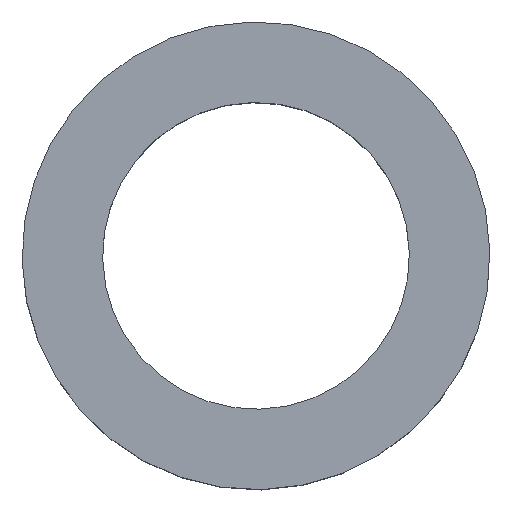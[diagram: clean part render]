
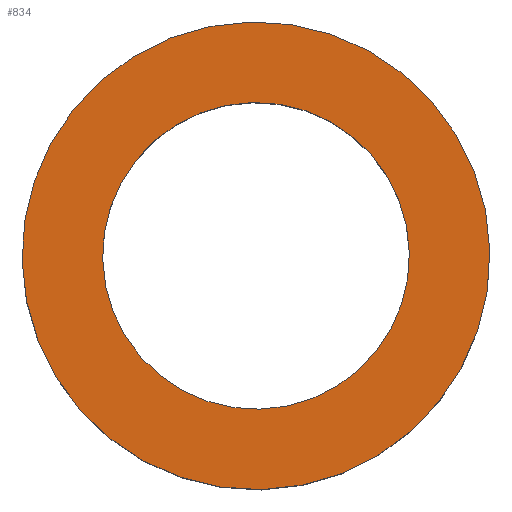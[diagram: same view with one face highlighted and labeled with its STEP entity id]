
A CAD part, top view. The second image highlights one B-rep face of the part: STEP entity #834.
In plain terms, the highlighted planar face has unit normal (0, 0, 1).
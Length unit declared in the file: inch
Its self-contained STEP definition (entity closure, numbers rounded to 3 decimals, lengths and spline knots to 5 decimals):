
#778=AXIS2_PLACEMENT_3D('Circle Axis2P3D',#776,#777,$) ;
#797=AXIS2_PLACEMENT_3D('Circle Axis2P3D',#795,#796,$) ;
#810=AXIS2_PLACEMENT_3D('Plane Axis2P3D',#807,#808,#809) ;
#818=AXIS2_PLACEMENT_3D('Circle Axis2P3D',#816,#817,$) ;
#827=AXIS2_PLACEMENT_3D('Circle Axis2P3D',#825,#826,$) ;
#773=CARTESIAN_POINT('Vertex',(7.31124,13.38313,11.9375)) ;
#776=CARTESIAN_POINT('Axis2P3D Location',(0.,0.,11.9375)) ;
#780=CARTESIAN_POINT('Vertex',(-7.31124,-13.38313,11.9375)) ;
#795=CARTESIAN_POINT('Axis2P3D Location',(0.,0.,11.9375)) ;
#807=CARTESIAN_POINT('Axis2P3D Location',(0.,15.25,11.9375)) ;
#816=CARTESIAN_POINT('Axis2P3D Location',(0.,0.,11.9375)) ;
#820=CARTESIAN_POINT('Vertex',(-4.79426,-8.77583,11.9375)) ;
#822=CARTESIAN_POINT('Vertex',(4.79426,8.77583,11.9375)) ;
#825=CARTESIAN_POINT('Axis2P3D Location',(0.,0.,11.9375)) ;
#777=DIRECTION('Axis2P3D Direction',(0.,0.,-0.039)) ;
#796=DIRECTION('Axis2P3D Direction',(0.,0.,-0.039)) ;
#808=DIRECTION('Axis2P3D Direction',(0.,0.,-0.039)) ;
#809=DIRECTION('Axis2P3D XDirection',(0.039,0.,0.)) ;
#817=DIRECTION('Axis2P3D Direction',(0.,0.,-0.039)) ;
#826=DIRECTION('Axis2P3D Direction',(0.,0.,-0.039)) ;
#813=ORIENTED_EDGE('',*,*,#782,.F.) ;
#814=ORIENTED_EDGE('',*,*,#799,.F.) ;
#831=ORIENTED_EDGE('',*,*,#824,.T.) ;
#832=ORIENTED_EDGE('',*,*,#829,.T.) ;
#833=FACE_BOUND('',#830,.T.) ;
#834=ADVANCED_FACE('PartBody',(#815,#833),#811,.F.) ;
#779=CIRCLE('generated circle',#778,15.25) ;
#798=CIRCLE('generated circle',#797,15.25) ;
#819=CIRCLE('generated circle',#818,10.) ;
#828=CIRCLE('generated circle',#827,10.) ;
#782=EDGE_CURVE('',#774,#781,#779,.T.) ;
#799=EDGE_CURVE('',#781,#774,#798,.T.) ;
#824=EDGE_CURVE('',#821,#823,#819,.T.) ;
#829=EDGE_CURVE('',#823,#821,#828,.T.) ;
#812=EDGE_LOOP('',(#813,#814)) ;
#830=EDGE_LOOP('',(#831,#832)) ;
#815=FACE_OUTER_BOUND('',#812,.T.) ;
#811=PLANE('',#810) ;
#774=VERTEX_POINT('',#773) ;
#781=VERTEX_POINT('',#780) ;
#821=VERTEX_POINT('',#820) ;
#823=VERTEX_POINT('',#822) ;
